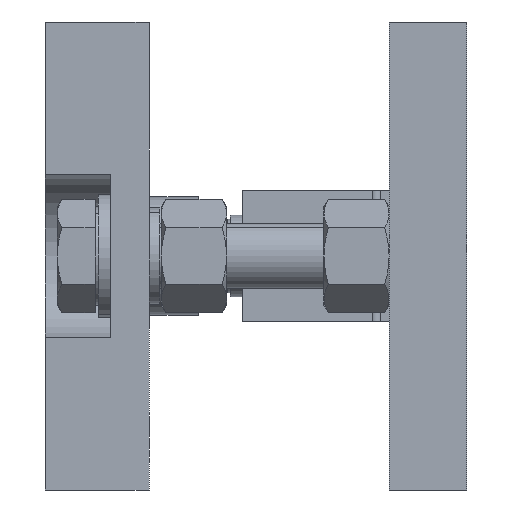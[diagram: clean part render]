
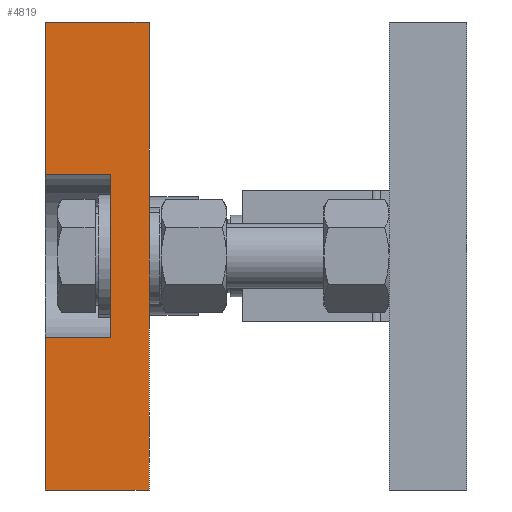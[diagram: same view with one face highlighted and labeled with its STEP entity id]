
A CAD part, left-side view. The second image highlights one B-rep face of the part: STEP entity #4819.
In plain terms, the highlighted planar face has unit normal (-1, 0, 0).
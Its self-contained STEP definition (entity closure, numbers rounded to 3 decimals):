
#37 = ORIENTED_EDGE ( 'NONE', *, *, #6230, .T. ) ;
#198 = CARTESIAN_POINT ( 'NONE',  ( -57.15, 9.4, -20. ) ) ;
#430 = VERTEX_POINT ( 'NONE', #2080 ) ;
#580 = CARTESIAN_POINT ( 'NONE',  ( -57.15, 9.4, 20. ) ) ;
#650 = CARTESIAN_POINT ( 'NONE',  ( -57.15, 25.4, -57.15 ) ) ;
#661 = CARTESIAN_POINT ( 'NONE',  ( -57.15, 25.4, -57.15 ) ) ;
#808 = LINE ( 'NONE', #6498, #4675 ) ;
#821 = ORIENTED_EDGE ( 'NONE', *, *, #4038, .F. ) ;
#1034 = CARTESIAN_POINT ( 'NONE',  ( -57.15, 25.4, 57.15 ) ) ;
#1068 = LINE ( 'NONE', #4698, #3314 ) ;
#1111 = EDGE_CURVE ( 'NONE', #5389, #6643, #5199, .T. ) ;
#1166 = CARTESIAN_POINT ( 'NONE',  ( -57.15, 25.4, -20. ) ) ;
#1176 = EDGE_CURVE ( 'NONE', #6279, #5124, #1068, .T. ) ;
#1427 = VERTEX_POINT ( 'NONE', #198 ) ;
#1488 = EDGE_CURVE ( 'NONE', #1427, #5555, #1640, .T. ) ;
#1525 = ORIENTED_EDGE ( 'NONE', *, *, #1111, .F. ) ;
#1603 = VECTOR ( 'NONE', #3364, 1000. ) ;
#1640 = LINE ( 'NONE', #6185, #5933 ) ;
#1878 = EDGE_CURVE ( 'NONE', #6279, #6285, #6663, .T. ) ;
#2080 = CARTESIAN_POINT ( 'NONE',  ( -57.15, 25.4, 20. ) ) ;
#2117 = ORIENTED_EDGE ( 'NONE', *, *, #3044, .F. ) ;
#2204 = AXIS2_PLACEMENT_3D ( 'NONE', #661, #2828, #5414 ) ;
#2208 = DIRECTION ( 'NONE',  ( 0., 1., 0. ) ) ;
#2298 = VECTOR ( 'NONE', #5708, 1000. ) ;
#2712 = VECTOR ( 'NONE', #3577, 1000. ) ;
#2809 = CARTESIAN_POINT ( 'NONE',  ( -57.15, 0., -57.15 ) ) ;
#2828 = DIRECTION ( 'NONE',  ( 1., 0., 0. ) ) ;
#3044 = EDGE_CURVE ( 'NONE', #430, #5389, #3390, .T. ) ;
#3058 = CARTESIAN_POINT ( 'NONE',  ( -57.15, 25.4, -57.15 ) ) ;
#3100 = CARTESIAN_POINT ( 'NONE',  ( -57.15, 0., 57.15 ) ) ;
#3128 = LINE ( 'NONE', #6188, #2298 ) ;
#3222 = ORIENTED_EDGE ( 'NONE', *, *, #1488, .F. ) ;
#3314 = VECTOR ( 'NONE', #4742, 1000. ) ;
#3343 = DIRECTION ( 'NONE',  ( 0., 0., 1. ) ) ;
#3364 = DIRECTION ( 'NONE',  ( 0., 0., 1. ) ) ;
#3390 = LINE ( 'NONE', #3058, #2712 ) ;
#3577 = DIRECTION ( 'NONE',  ( 0., 0., 1. ) ) ;
#3634 = VECTOR ( 'NONE', #4715, 1000. ) ;
#3638 = ORIENTED_EDGE ( 'NONE', *, *, #1878, .F. ) ;
#3820 = PLANE ( 'NONE',  #2204 ) ;
#4024 = VECTOR ( 'NONE', #3343, 1000. ) ;
#4038 = EDGE_CURVE ( 'NONE', #5555, #430, #808, .T. ) ;
#4056 = ORIENTED_EDGE ( 'NONE', *, *, #1176, .T. ) ;
#4291 = CARTESIAN_POINT ( 'NONE',  ( -57.15, 25.4, 57.15 ) ) ;
#4299 = CARTESIAN_POINT ( 'NONE',  ( -57.15, 25.4, -57.15 ) ) ;
#4587 = FACE_OUTER_BOUND ( 'NONE', #5722, .T. ) ;
#4675 = VECTOR ( 'NONE', #2208, 1000. ) ;
#4698 = CARTESIAN_POINT ( 'NONE',  ( -57.15, 25.4, -57.15 ) ) ;
#4715 = DIRECTION ( 'NONE',  ( 0., -1., 0. ) ) ;
#4742 = DIRECTION ( 'NONE',  ( 0., -1., 0. ) ) ;
#4819 = ADVANCED_FACE ( 'NONE', ( #4587 ), #3820, .F. ) ;
#5117 = EDGE_CURVE ( 'NONE', #1427, #6285, #3128, .T. ) ;
#5124 = VERTEX_POINT ( 'NONE', #6231 ) ;
#5199 = LINE ( 'NONE', #1034, #3634 ) ;
#5240 = LINE ( 'NONE', #2809, #1603 ) ;
#5389 = VERTEX_POINT ( 'NONE', #4291 ) ;
#5414 = DIRECTION ( 'NONE',  ( 0., 0., -1. ) ) ;
#5555 = VERTEX_POINT ( 'NONE', #580 ) ;
#5688 = DIRECTION ( 'NONE',  ( 0., 0., 1. ) ) ;
#5708 = DIRECTION ( 'NONE',  ( 0., 1., 0. ) ) ;
#5722 = EDGE_LOOP ( 'NONE', ( #3222, #6412, #3638, #4056, #37, #1525, #2117, #821 ) ) ;
#5933 = VECTOR ( 'NONE', #5688, 1000. ) ;
#6185 = CARTESIAN_POINT ( 'NONE',  ( -57.15, 9.4, 20. ) ) ;
#6188 = CARTESIAN_POINT ( 'NONE',  ( -57.15, 9.4, -20. ) ) ;
#6230 = EDGE_CURVE ( 'NONE', #5124, #6643, #5240, .T. ) ;
#6231 = CARTESIAN_POINT ( 'NONE',  ( -57.15, 0., -57.15 ) ) ;
#6279 = VERTEX_POINT ( 'NONE', #4299 ) ;
#6285 = VERTEX_POINT ( 'NONE', #1166 ) ;
#6412 = ORIENTED_EDGE ( 'NONE', *, *, #5117, .T. ) ;
#6498 = CARTESIAN_POINT ( 'NONE',  ( -57.15, 9.4, 20. ) ) ;
#6643 = VERTEX_POINT ( 'NONE', #3100 ) ;
#6663 = LINE ( 'NONE', #650, #4024 ) ;
